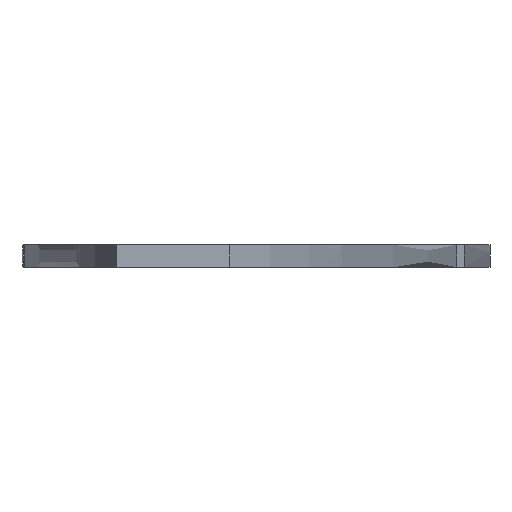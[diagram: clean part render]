
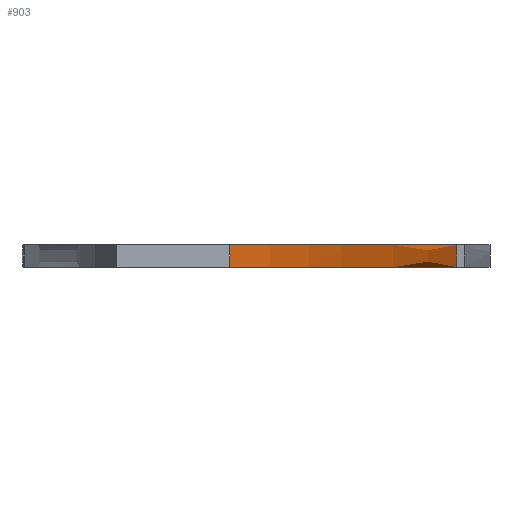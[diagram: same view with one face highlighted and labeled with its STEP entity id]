
A CAD part, left-side view. The second image highlights one B-rep face of the part: STEP entity #903.
In plain terms, the highlighted face is a extrusion surface.
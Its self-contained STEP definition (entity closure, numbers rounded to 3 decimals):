
#40=CARTESIAN_POINT('Vertex',(7.472,-18.676,3.)) ;
#56=CARTESIAN_POINT('Vertex',(7.472,-18.676,0.)) ;
#59=CARTESIAN_POINT('Line Origine',(7.472,-18.676,1.5)) ;
#822=CARTESIAN_POINT('Vertex',(99.069,-48.783,3.)) ;
#825=CARTESIAN_POINT('Line Origine',(99.069,-48.783,1.5)) ;
#829=CARTESIAN_POINT('Vertex',(99.069,-48.783,0.)) ;
#845=CARTESIAN_POINT('Control Point',(7.472,-18.676,0.)) ;
#846=CARTESIAN_POINT('Control Point',(8.514,-19.616,0.)) ;
#847=CARTESIAN_POINT('Control Point',(9.6,-20.502,0.)) ;
#848=CARTESIAN_POINT('Control Point',(10.718,-21.345,0.)) ;
#849=CARTESIAN_POINT('Control Point',(15.678,-24.839,0.)) ;
#850=CARTESIAN_POINT('Control Point',(21.038,-27.729,0.)) ;
#851=CARTESIAN_POINT('Control Point',(25.149,-29.704,0.)) ;
#852=CARTESIAN_POINT('Control Point',(37.514,-35.001,0.)) ;
#853=CARTESIAN_POINT('Control Point',(50.363,-39.048,0.)) ;
#854=CARTESIAN_POINT('Control Point',(58.765,-41.316,0.)) ;
#855=CARTESIAN_POINT('Control Point',(71.904,-44.339,0.)) ;
#856=CARTESIAN_POINT('Control Point',(85.171,-46.717,0.)) ;
#857=CARTESIAN_POINT('Control Point',(89.796,-47.472,0.)) ;
#858=CARTESIAN_POINT('Control Point',(94.429,-48.159,0.)) ;
#859=CARTESIAN_POINT('Control Point',(99.069,-48.783,0.)) ;
#864=CARTESIAN_POINT('Control Point',(7.472,-18.676,3.)) ;
#865=CARTESIAN_POINT('Control Point',(8.514,-19.616,3.)) ;
#866=CARTESIAN_POINT('Control Point',(9.6,-20.502,3.)) ;
#867=CARTESIAN_POINT('Control Point',(10.718,-21.345,3.)) ;
#868=CARTESIAN_POINT('Control Point',(15.678,-24.839,3.)) ;
#869=CARTESIAN_POINT('Control Point',(21.038,-27.729,3.)) ;
#870=CARTESIAN_POINT('Control Point',(25.149,-29.704,3.)) ;
#871=CARTESIAN_POINT('Control Point',(37.514,-35.001,3.)) ;
#872=CARTESIAN_POINT('Control Point',(50.363,-39.048,3.)) ;
#873=CARTESIAN_POINT('Control Point',(58.765,-41.316,3.)) ;
#874=CARTESIAN_POINT('Control Point',(71.904,-44.339,3.)) ;
#875=CARTESIAN_POINT('Control Point',(85.171,-46.717,3.)) ;
#876=CARTESIAN_POINT('Control Point',(89.796,-47.472,3.)) ;
#877=CARTESIAN_POINT('Control Point',(94.429,-48.159,3.)) ;
#878=CARTESIAN_POINT('Control Point',(99.069,-48.783,3.)) ;
#881=CARTESIAN_POINT('Control Point',(7.472,-18.676,0.)) ;
#882=CARTESIAN_POINT('Control Point',(8.514,-19.616,0.)) ;
#883=CARTESIAN_POINT('Control Point',(9.6,-20.502,0.)) ;
#884=CARTESIAN_POINT('Control Point',(10.718,-21.345,0.)) ;
#885=CARTESIAN_POINT('Control Point',(15.678,-24.839,0.)) ;
#886=CARTESIAN_POINT('Control Point',(21.038,-27.729,0.)) ;
#887=CARTESIAN_POINT('Control Point',(25.149,-29.704,0.)) ;
#888=CARTESIAN_POINT('Control Point',(37.514,-35.001,0.)) ;
#889=CARTESIAN_POINT('Control Point',(50.363,-39.048,0.)) ;
#890=CARTESIAN_POINT('Control Point',(58.765,-41.316,0.)) ;
#891=CARTESIAN_POINT('Control Point',(71.904,-44.339,0.)) ;
#892=CARTESIAN_POINT('Control Point',(85.171,-46.717,0.)) ;
#893=CARTESIAN_POINT('Control Point',(89.796,-47.472,0.)) ;
#894=CARTESIAN_POINT('Control Point',(94.429,-48.159,0.)) ;
#895=CARTESIAN_POINT('Control Point',(99.069,-48.783,0.)) ;
#61=VECTOR('Line Direction',#60,1.) ;
#827=VECTOR('Line Direction',#826,1.) ;
#861=VECTOR('Extrusion Surface Vector',#860,1.) ;
#60=DIRECTION('Vector Direction',(0.,0.,1.)) ;
#826=DIRECTION('Vector Direction',(0.,0.,1.)) ;
#860=DIRECTION('Vector Direction',(0.,0.,1.)) ;
#62=LINE('Line',#59,#61) ;
#828=LINE('Line',#825,#827) ;
#63=EDGE_CURVE('',#57,#41,#62,.T.) ;
#831=EDGE_CURVE('',#830,#823,#828,.T.) ;
#879=EDGE_CURVE('',#823,#41,#863,.F.) ;
#896=EDGE_CURVE('',#830,#57,#880,.F.) ;
#898=ORIENTED_EDGE('',*,*,#879,.T.) ;
#899=ORIENTED_EDGE('',*,*,#63,.F.) ;
#900=ORIENTED_EDGE('',*,*,#896,.F.) ;
#901=ORIENTED_EDGE('',*,*,#831,.T.) ;
#897=EDGE_LOOP('',(#898,#899,#900,#901)) ;
#41=VERTEX_POINT('',#40) ;
#57=VERTEX_POINT('',#56) ;
#823=VERTEX_POINT('',#822) ;
#830=VERTEX_POINT('',#829) ;
#903=ADVANCED_FACE('PartBody',(#902),#862,.T.) ;
#844=B_SPLINE_CURVE_WITH_KNOTS('',5,(#845,#846,#847,#848,#849,#850,#851,#852,#853,#854,#855,#856,#857,#858,#859),.UNSPECIFIED.,.F.,.U.,(6,3,3,3,6),(0.,7.038,30.279,74.157,97.56),.UNSPECIFIED.) ;
#863=B_SPLINE_CURVE_WITH_KNOTS('',5,(#864,#865,#866,#867,#868,#869,#870,#871,#872,#873,#874,#875,#876,#877,#878),.UNSPECIFIED.,.F.,.U.,(6,3,3,3,6),(500000.,500007.048,500030.324,500074.265,500097.703),.UNSPECIFIED.) ;
#880=B_SPLINE_CURVE_WITH_KNOTS('',5,(#881,#882,#883,#884,#885,#886,#887,#888,#889,#890,#891,#892,#893,#894,#895),.UNSPECIFIED.,.F.,.U.,(6,3,3,3,6),(500000.,500007.048,500030.324,500074.265,500097.703),.UNSPECIFIED.) ;
#902=FACE_OUTER_BOUND('',#897,.T.) ;
#862=SURFACE_OF_LINEAR_EXTRUSION('generated tabulated cylinder',#844,#861) ;
